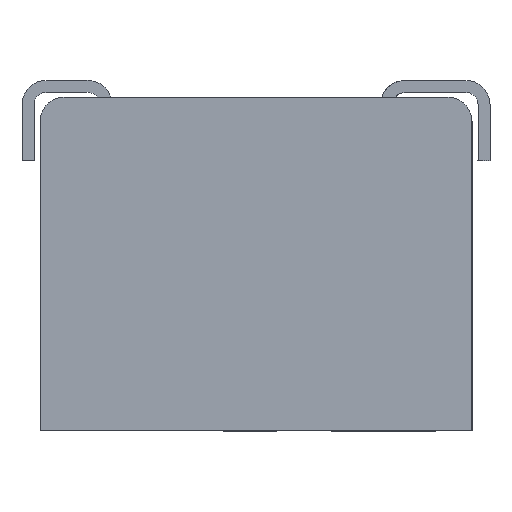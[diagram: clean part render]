
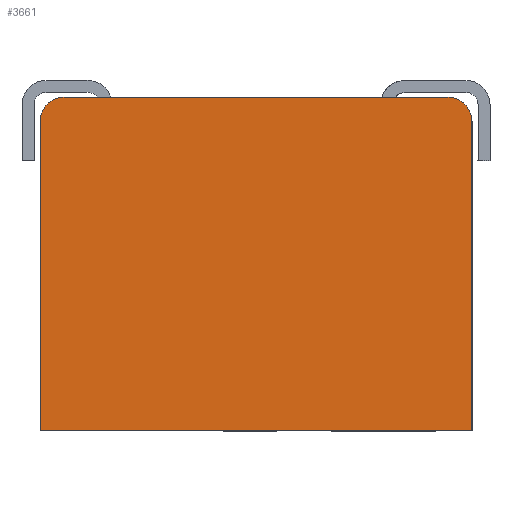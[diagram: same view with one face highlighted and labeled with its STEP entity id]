
A CAD part, left-side view. The second image highlights one B-rep face of the part: STEP entity #3661.
In plain terms, the highlighted planar face has unit normal (-1, 0, 0).
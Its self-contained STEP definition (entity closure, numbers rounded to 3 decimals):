
#27 = EDGE_CURVE ( 'NONE', #4013, #3103, #887, .T. ) ;
#45 = CARTESIAN_POINT ( 'NONE',  ( -2.718, 2.032, -0.254 ) ) ;
#54 = LINE ( 'NONE', #2004, #7682 ) ;
#113 = CARTESIAN_POINT ( 'NONE',  ( -2.718, 0., -1.765 ) ) ;
#150 = ORIENTED_EDGE ( 'NONE', *, *, #3682, .T. ) ;
#316 = AXIS2_PLACEMENT_3D ( 'NONE', #113, #5002, #1940 ) ;
#428 = ORIENTED_EDGE ( 'NONE', *, *, #27, .F. ) ;
#617 = EDGE_LOOP ( 'NONE', ( #428, #150, #1724, #4085, #2560, #6945 ) ) ;
#645 = CARTESIAN_POINT ( 'NONE',  ( -2.718, -2.032, 0. ) ) ;
#695 = DIRECTION ( 'NONE',  ( 0., 0., 1. ) ) ;
#737 = CARTESIAN_POINT ( 'NONE',  ( -2.718, 0., -3.531 ) ) ;
#878 = EDGE_CURVE ( 'NONE', #2822, #1190, #54, .T. ) ;
#887 = LINE ( 'NONE', #3896, #7060 ) ;
#908 = LINE ( 'NONE', #737, #3224 ) ;
#1061 = CARTESIAN_POINT ( 'NONE',  ( -2.718, -2.286, -3.531 ) ) ;
#1190 = VERTEX_POINT ( 'NONE', #645 ) ;
#1377 = CARTESIAN_POINT ( 'NONE',  ( -2.718, 2.286, -3.531 ) ) ;
#1461 = CARTESIAN_POINT ( 'NONE',  ( -2.718, -2.286, -0.254 ) ) ;
#1724 = ORIENTED_EDGE ( 'NONE', *, *, #5373, .T. ) ;
#1937 = CARTESIAN_POINT ( 'NONE',  ( -2.718, -2.286, -1.892 ) ) ;
#1940 = DIRECTION ( 'NONE',  ( 0., 0., -1. ) ) ;
#2004 = CARTESIAN_POINT ( 'NONE',  ( -2.718, 0., 0. ) ) ;
#2210 = VERTEX_POINT ( 'NONE', #1061 ) ;
#2252 = EDGE_CURVE ( 'NONE', #1190, #4191, #7591, .T. ) ;
#2398 = DIRECTION ( 'NONE',  ( 1., 0., 0. ) ) ;
#2560 = ORIENTED_EDGE ( 'NONE', *, *, #878, .F. ) ;
#2654 = FACE_OUTER_BOUND ( 'NONE', #617, .T. ) ;
#2822 = VERTEX_POINT ( 'NONE', #4761 ) ;
#3103 = VERTEX_POINT ( 'NONE', #6606 ) ;
#3224 = VECTOR ( 'NONE', #7345, 1000. ) ;
#3373 = DIRECTION ( 'NONE',  ( 0., 0., 1. ) ) ;
#3661 = ADVANCED_FACE ( 'NONE', ( #2654 ), #5526, .F. ) ;
#3682 = EDGE_CURVE ( 'NONE', #4013, #2210, #908, .T. ) ;
#3896 = CARTESIAN_POINT ( 'NONE',  ( -2.718, 2.286, -1.765 ) ) ;
#3956 = AXIS2_PLACEMENT_3D ( 'NONE', #6981, #7058, #3373 ) ;
#4013 = VERTEX_POINT ( 'NONE', #1377 ) ;
#4085 = ORIENTED_EDGE ( 'NONE', *, *, #2252, .F. ) ;
#4191 = VERTEX_POINT ( 'NONE', #1461 ) ;
#4221 = AXIS2_PLACEMENT_3D ( 'NONE', #45, #2398, #5429 ) ;
#4348 = VECTOR ( 'NONE', #695, 1000. ) ;
#4761 = CARTESIAN_POINT ( 'NONE',  ( -2.718, 2.032, 0. ) ) ;
#5002 = DIRECTION ( 'NONE',  ( 1., 0., 0. ) ) ;
#5373 = EDGE_CURVE ( 'NONE', #2210, #4191, #7052, .T. ) ;
#5429 = DIRECTION ( 'NONE',  ( 0., 0., -1. ) ) ;
#5526 = PLANE ( 'NONE',  #316 ) ;
#5671 = DIRECTION ( 'NONE',  ( 0., 0., 1. ) ) ;
#5770 = EDGE_CURVE ( 'NONE', #3103, #2822, #6678, .T. ) ;
#6606 = CARTESIAN_POINT ( 'NONE',  ( -2.718, 2.286, -0.254 ) ) ;
#6678 = CIRCLE ( 'NONE', #4221, 0.254 ) ;
#6746 = DIRECTION ( 'NONE',  ( 0., -1., 0. ) ) ;
#6945 = ORIENTED_EDGE ( 'NONE', *, *, #5770, .F. ) ;
#6981 = CARTESIAN_POINT ( 'NONE',  ( -2.718, -2.032, -0.254 ) ) ;
#7052 = LINE ( 'NONE', #1937, #4348 ) ;
#7058 = DIRECTION ( 'NONE',  ( 1., 0., 0. ) ) ;
#7060 = VECTOR ( 'NONE', #5671, 1000. ) ;
#7345 = DIRECTION ( 'NONE',  ( 0., -1., 0. ) ) ;
#7591 = CIRCLE ( 'NONE', #3956, 0.254 ) ;
#7682 = VECTOR ( 'NONE', #6746, 1000. ) ;
